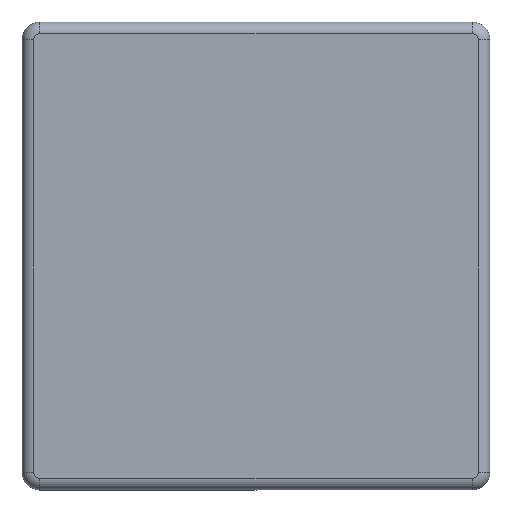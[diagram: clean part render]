
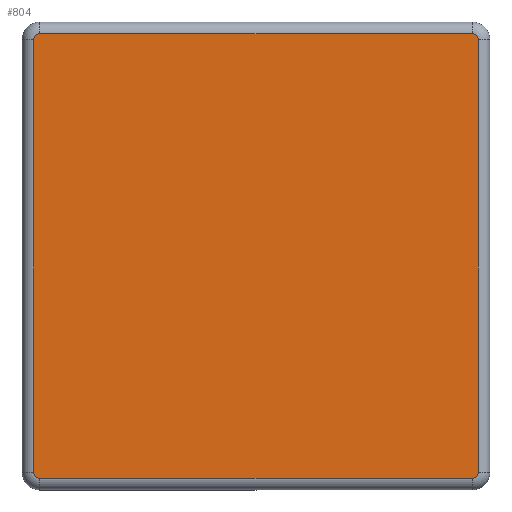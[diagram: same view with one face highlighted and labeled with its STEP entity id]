
A CAD part, top view. The second image highlights one B-rep face of the part: STEP entity #804.
In plain terms, the highlighted planar face has unit normal (0, 0, 1).
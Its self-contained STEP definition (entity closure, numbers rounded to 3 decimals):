
#164 = EDGE_LOOP ( 'NONE', ( #3570, #3571, #3572, #3573, #3574, #3575, #3576, #3577 ) ) ;
#727 = FACE_OUTER_BOUND ( 'NONE', #164, .T. ) ;
#804 = ADVANCED_FACE ( 'NONE', ( #727 ), #2408, .T. ) ;
#882 = AXIS2_PLACEMENT_3D ( 'NONE', #2407, #2412, #2413 ) ;
#1112 = VERTEX_POINT ( 'NONE', #2555 ) ;
#1116 = VERTEX_POINT ( 'NONE', #2559 ) ;
#1124 = VERTEX_POINT ( 'NONE', #2567 ) ;
#1125 = VERTEX_POINT ( 'NONE', #2568 ) ;
#1841 = EDGE_CURVE ( 'NONE', #1112, #1116, #3104, .T. ) ;
#1842 = EDGE_CURVE ( 'NONE', #1116, #1124, #3080, .T. ) ;
#1843 = EDGE_CURVE ( 'NONE', #1124, #1125, #3108, .T. ) ;
#1844 = EDGE_CURVE ( 'NONE', #1125, #2273, #3109, .T. ) ;
#1845 = EDGE_CURVE ( 'NONE', #2273, #2286, #3111, .T. ) ;
#1846 = EDGE_CURVE ( 'NONE', #2286, #2267, #3112, .T. ) ;
#1847 = EDGE_CURVE ( 'NONE', #2267, #2261, #3114, .T. ) ;
#1848 = EDGE_CURVE ( 'NONE', #2261, #1112, #3115, .T. ) ;
#2261 = VERTEX_POINT ( 'NONE', #3944 ) ;
#2267 = VERTEX_POINT ( 'NONE', #3950 ) ;
#2273 = VERTEX_POINT ( 'NONE', #3956 ) ;
#2286 = VERTEX_POINT ( 'NONE', #3969 ) ;
#2407 = CARTESIAN_POINT ( 'NONE',  ( 0., 0., 2.5 ) ) ;
#2408 = PLANE ( 'NONE',  #882 ) ;
#2412 = DIRECTION ( 'NONE',  ( 0., 0., 1. ) ) ;
#2413 = DIRECTION ( 'NONE',  ( 1., 0., 0. ) ) ;
#2555 = CARTESIAN_POINT ( 'NONE',  ( 37., 38., 2.5 ) ) ;
#2559 = CARTESIAN_POINT ( 'NONE',  ( -37., 38., 2.5 ) ) ;
#2567 = CARTESIAN_POINT ( 'NONE',  ( -38., 37., 2.5 ) ) ;
#2568 = CARTESIAN_POINT ( 'NONE',  ( -38., -37., 2.5 ) ) ;
#2737 = AXIS2_PLACEMENT_3D ( 'NONE', #3683, #3684, #3685 ) ;
#2738 = AXIS2_PLACEMENT_3D ( 'NONE', #3688, #3689, #3690 ) ;
#2739 = AXIS2_PLACEMENT_3D ( 'NONE', #3692, #3693, #3694 ) ;
#2740 = AXIS2_PLACEMENT_3D ( 'NONE', #3695, #3696, #3697 ) ;
#3080 = CIRCLE ( 'NONE', #2737, 1. ) ;
#3104 = LINE ( 'NONE', #3678, #3107 ) ;
#3107 = VECTOR ( 'NONE', #3680, 1000. ) ;
#3108 = LINE ( 'NONE', #3679, #3110 ) ;
#3109 = CIRCLE ( 'NONE', #2738, 1. ) ;
#3110 = VECTOR ( 'NONE', #3654, 1000. ) ;
#3111 = LINE ( 'NONE', #3681, #3113 ) ;
#3112 = CIRCLE ( 'NONE', #2739, 1. ) ;
#3113 = VECTOR ( 'NONE', #3682, 1000. ) ;
#3114 = LINE ( 'NONE', #3686, #3116 ) ;
#3115 = CIRCLE ( 'NONE', #2740, 1. ) ;
#3116 = VECTOR ( 'NONE', #3687, 1000. ) ;
#3570 = ORIENTED_EDGE ( 'NONE', *, *, #1841, .T. ) ;
#3571 = ORIENTED_EDGE ( 'NONE', *, *, #1842, .T. ) ;
#3572 = ORIENTED_EDGE ( 'NONE', *, *, #1843, .T. ) ;
#3573 = ORIENTED_EDGE ( 'NONE', *, *, #1844, .T. ) ;
#3574 = ORIENTED_EDGE ( 'NONE', *, *, #1845, .T. ) ;
#3575 = ORIENTED_EDGE ( 'NONE', *, *, #1846, .T. ) ;
#3576 = ORIENTED_EDGE ( 'NONE', *, *, #1847, .T. ) ;
#3577 = ORIENTED_EDGE ( 'NONE', *, *, #1848, .T. ) ;
#3654 = DIRECTION ( 'NONE',  ( 0., -1., 0. ) ) ;
#3678 = CARTESIAN_POINT ( 'NONE',  ( -37., 38., 2.5 ) ) ;
#3679 = CARTESIAN_POINT ( 'NONE',  ( -38., -37., 2.5 ) ) ;
#3680 = DIRECTION ( 'NONE',  ( -1., 0., 0. ) ) ;
#3681 = CARTESIAN_POINT ( 'NONE',  ( 37., -38., 2.5 ) ) ;
#3682 = DIRECTION ( 'NONE',  ( 1., 0., 0. ) ) ;
#3683 = CARTESIAN_POINT ( 'NONE',  ( -37., 37., 2.5 ) ) ;
#3684 = DIRECTION ( 'NONE',  ( 0., 0., 1. ) ) ;
#3685 = DIRECTION ( 'NONE',  ( 1., 0., 0. ) ) ;
#3686 = CARTESIAN_POINT ( 'NONE',  ( 38., 37., 2.5 ) ) ;
#3687 = DIRECTION ( 'NONE',  ( 0., 1., 0. ) ) ;
#3688 = CARTESIAN_POINT ( 'NONE',  ( -37., -37., 2.5 ) ) ;
#3689 = DIRECTION ( 'NONE',  ( 0., 0., 1. ) ) ;
#3690 = DIRECTION ( 'NONE',  ( 1., 0., 0. ) ) ;
#3692 = CARTESIAN_POINT ( 'NONE',  ( 37., -37., 2.5 ) ) ;
#3693 = DIRECTION ( 'NONE',  ( 0., 0., 1. ) ) ;
#3694 = DIRECTION ( 'NONE',  ( 1., 0., 0. ) ) ;
#3695 = CARTESIAN_POINT ( 'NONE',  ( 37., 37., 2.5 ) ) ;
#3696 = DIRECTION ( 'NONE',  ( 0., 0., 1. ) ) ;
#3697 = DIRECTION ( 'NONE',  ( 1., 0., 0. ) ) ;
#3944 = CARTESIAN_POINT ( 'NONE',  ( 38., 37., 2.5 ) ) ;
#3950 = CARTESIAN_POINT ( 'NONE',  ( 38., -37., 2.5 ) ) ;
#3956 = CARTESIAN_POINT ( 'NONE',  ( -37., -38., 2.5 ) ) ;
#3969 = CARTESIAN_POINT ( 'NONE',  ( 37., -38., 2.5 ) ) ;
